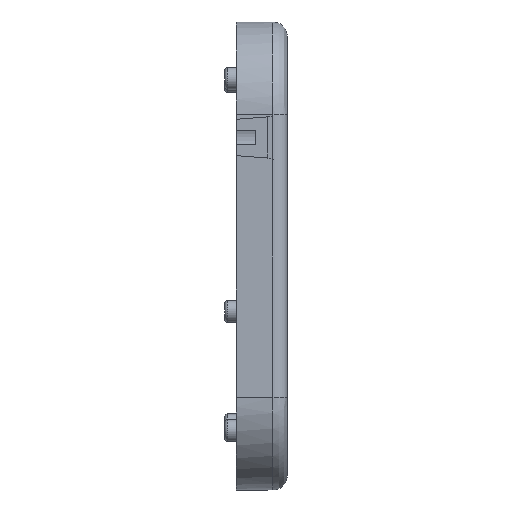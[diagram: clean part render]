
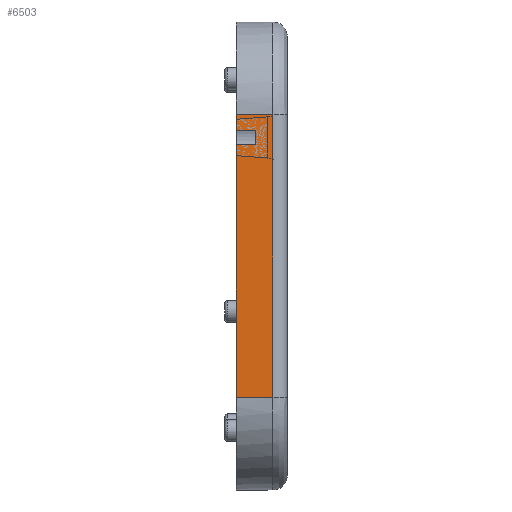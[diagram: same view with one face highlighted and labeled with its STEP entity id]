
A CAD part, left-side view. The second image highlights one B-rep face of the part: STEP entity #6503.
In plain terms, the highlighted planar face has unit normal (-1, 0, 0).
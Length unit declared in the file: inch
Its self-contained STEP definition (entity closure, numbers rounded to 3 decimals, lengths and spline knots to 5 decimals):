
#249=PLANE('',#6838);
#515=B_SPLINE_CURVE_WITH_KNOTS('',3,(#13781,#13782,#13783,#13784),
 .UNSPECIFIED.,.F.,.F.,(4,4),(-0.14097,0.),.UNSPECIFIED.);
#520=B_SPLINE_CURVE_WITH_KNOTS('',3,(#13883,#13884,#13885,#13886,#13887,
#13888,#13889,#13890,#13891,#13892,#13893,#13894,#13895,#13896,#13897,#13898,
#13899),.UNSPECIFIED.,.F.,.F.,(4,1,1,1,1,1,1,1,1,1,1,1,1,1,4),(-2.53492,
-2.32368,-2.11243,-2.00681,-1.79557,
-1.68995,-1.4787,-1.37308,-1.16184,
-1.05622,-0.84497,-0.73935,-0.52811,
-0.42249,-0.26797),.UNSPECIFIED.);
#945=FACE_OUTER_BOUND('',#1334,.T.);
#1334=EDGE_LOOP('',(#5875,#5876,#5877,#5878,#5879,#5880,#5881,#5882));
#1517=LINE('',#8818,#2109);
#1521=LINE('',#10371,#2113);
#2011=LINE('',#13728,#2603);
#2015=LINE('',#13736,#2607);
#2017=LINE('',#13743,#2609);
#2029=LINE('',#13901,#2621);
#2109=VECTOR('',#7028,0.998);
#2113=VECTOR('',#7046,0.12989);
#2603=VECTOR('',#7936,0.068);
#2607=VECTOR('',#7944,0.05);
#2609=VECTOR('',#7952,0.068);
#2621=VECTOR('',#7996,0.12989);
#2744=VERTEX_POINT('',#8815);
#2745=VERTEX_POINT('',#8817);
#2751=VERTEX_POINT('',#10338);
#3229=VERTEX_POINT('',#13726);
#3230=VERTEX_POINT('',#13727);
#3232=VERTEX_POINT('',#13734);
#3234=VERTEX_POINT('',#13742);
#3244=VERTEX_POINT('',#13850);
#3389=EDGE_CURVE('',#2744,#2745,#1517,.T.);
#3403=EDGE_CURVE('',#2751,#2744,#1521,.T.);
#4121=EDGE_CURVE('',#3229,#3230,#2011,.T.);
#4126=EDGE_CURVE('',#3230,#3232,#2015,.T.);
#4129=EDGE_CURVE('',#3232,#3234,#2017,.T.);
#4147=EDGE_CURVE('',#3229,#2751,#515,.T.);
#4152=EDGE_CURVE('',#3244,#3234,#520,.T.);
#4153=EDGE_CURVE('',#3244,#2745,#2029,.T.);
#5875=ORIENTED_EDGE('',*,*,#3389,.F.);
#5876=ORIENTED_EDGE('',*,*,#3403,.F.);
#5877=ORIENTED_EDGE('',*,*,#4147,.F.);
#5878=ORIENTED_EDGE('',*,*,#4121,.T.);
#5879=ORIENTED_EDGE('',*,*,#4126,.T.);
#5880=ORIENTED_EDGE('',*,*,#4129,.T.);
#5881=ORIENTED_EDGE('',*,*,#4152,.F.);
#5882=ORIENTED_EDGE('',*,*,#4153,.T.);
#6503=ADVANCED_FACE('',(#945),#249,.T.);
#6838=AXIS2_PLACEMENT_3D('',#13900,#7994,#7995);
#7028=DIRECTION('',(0.,0.,-1.));
#7046=DIRECTION('',(0.,-1.,0.));
#7936=DIRECTION('',(0.,-1.,0.));
#7944=DIRECTION('',(0.,0.,-1.));
#7952=DIRECTION('',(0.,1.,0.));
#7994=DIRECTION('center_axis',(-1.,0.,0.));
#7995=DIRECTION('ref_axis',(0.,0.,-1.));
#7996=DIRECTION('',(0.,-1.,0.));
#8815=CARTESIAN_POINT('',(-0.82617,0.15011,0.499));
#8817=CARTESIAN_POINT('',(-0.82617,0.15011,-0.499));
#8818=CARTESIAN_POINT('',(-0.82617,0.15011,0.27692));
#10338=CARTESIAN_POINT('',(-0.82617,0.28,0.499));
#10371=CARTESIAN_POINT('',(-0.82617,0.28,0.499));
#13726=CARTESIAN_POINT('',(-0.82617,0.28,0.4435));
#13727=CARTESIAN_POINT('',(-0.82617,0.212,0.4435));
#13728=CARTESIAN_POINT('',(-0.82617,0.28,0.4435));
#13734=CARTESIAN_POINT('',(-0.82617,0.212,0.3935));
#13736=CARTESIAN_POINT('',(-0.82617,0.212,0.45875));
#13742=CARTESIAN_POINT('',(-0.82617,0.28,0.3935));
#13743=CARTESIAN_POINT('',(-0.82617,0.28,0.3935));
#13781=CARTESIAN_POINT('Ctrl Pts',(-0.82617,0.28,0.4435));
#13782=CARTESIAN_POINT('Ctrl Pts',(-0.82617,0.28,0.462));
#13783=CARTESIAN_POINT('Ctrl Pts',(-0.82617,0.28,0.4805));
#13784=CARTESIAN_POINT('Ctrl Pts',(-0.82617,0.28,0.499));
#13850=CARTESIAN_POINT('',(-0.82617,0.28,-0.499));
#13883=CARTESIAN_POINT('Ctrl Pts',(-0.82617,0.28,-0.499));
#13884=CARTESIAN_POINT('Ctrl Pts',(-0.82617,0.28,-0.47128));
#13885=CARTESIAN_POINT('Ctrl Pts',(-0.82617,0.28,-0.41583));
#13886=CARTESIAN_POINT('Ctrl Pts',(-0.82617,0.28,-0.34653));
#13887=CARTESIAN_POINT('Ctrl Pts',(-0.82617,0.28,-0.27722));
#13888=CARTESIAN_POINT('Ctrl Pts',(-0.82617,0.28,-0.22178));
#13889=CARTESIAN_POINT('Ctrl Pts',(-0.82617,0.28,-0.15247));
#13890=CARTESIAN_POINT('Ctrl Pts',(-0.82617,0.28,-0.09703));
#13891=CARTESIAN_POINT('Ctrl Pts',(-0.82617,0.28,-0.02772));
#13892=CARTESIAN_POINT('Ctrl Pts',(-0.82617,0.28,0.02772));
#13893=CARTESIAN_POINT('Ctrl Pts',(-0.82617,0.28,0.09703));
#13894=CARTESIAN_POINT('Ctrl Pts',(-0.82617,0.28,0.15247));
#13895=CARTESIAN_POINT('Ctrl Pts',(-0.82617,0.28,0.22178));
#13896=CARTESIAN_POINT('Ctrl Pts',(-0.82617,0.28,0.27722));
#13897=CARTESIAN_POINT('Ctrl Pts',(-0.82617,0.28,0.33908));
#13898=CARTESIAN_POINT('Ctrl Pts',(-0.82617,0.28,0.37322));
#13899=CARTESIAN_POINT('Ctrl Pts',(-0.82617,0.28,0.3935));
#13900=CARTESIAN_POINT('Origin',(-0.82617,0.28,0.499));
#13901=CARTESIAN_POINT('',(-0.82617,0.28,-0.499));
